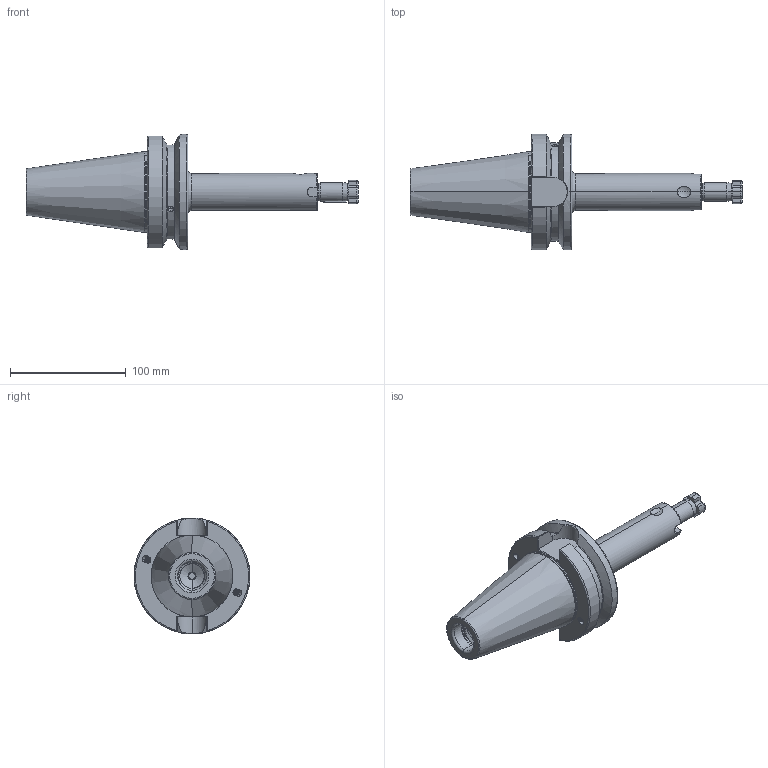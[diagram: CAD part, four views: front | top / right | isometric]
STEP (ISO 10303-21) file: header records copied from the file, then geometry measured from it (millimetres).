
FILE_DESCRIPTION (( 'STEP AP203' ), '1' );
FILE_NAME ('506.10.16.2.STEP', '2016-11-26T01:32:38', ( '' ), ( '' ), 'SwSTEP 2.0', 'SolidWorks 2012', '' );
FILE_SCHEMA (( 'CONFIG_CONTROL_DESIGN' ));
Length unit declared in the file: millimetre
Products named in the file (4): SC16用鍵_4x4x20L; 十字螺絲FMB16; 506.10.16.2
Assembly tree (3 placements, depth 2):
  506.10.16.2
    506.10.16.2
    十字螺絲FMB16
    SC16用鍵_4x4x20L
Bounding box: 286.8 x 100 x 100 mm (x, y, z)
Volume: 501158.3 mm3; surface area: 79481.7 mm2
Topology: 3 solids, 3 shells, 350 faces, 928 edges, 584 vertices
Faces by surface type: cylinder 177, plane 65, torus 44, cone 37, bspline 25, sphere 2
Entity records: 22240 total; most frequent: CARTESIAN_POINT 14073, ORIENTED_EDGE 1848, DIRECTION 1421, EDGE_CURVE 924, VERTEX_POINT 584, AXIS2_PLACEMENT_3D 547, EDGE_LOOP 366, ADVANCED_FACE 350
